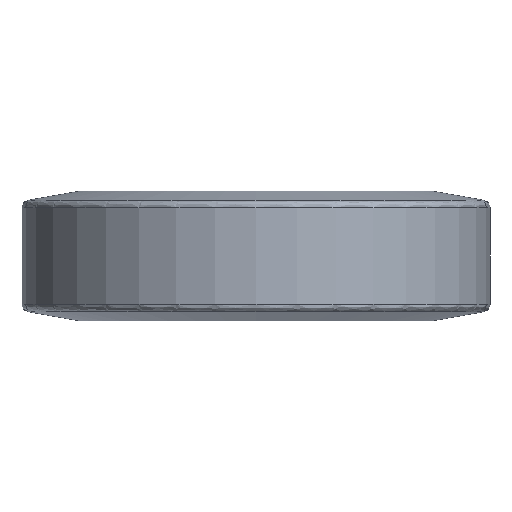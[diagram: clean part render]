
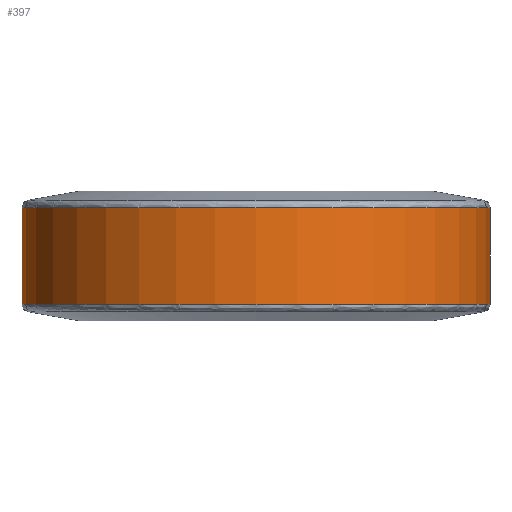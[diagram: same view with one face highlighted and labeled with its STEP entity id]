
A CAD part, front view. The second image highlights one B-rep face of the part: STEP entity #397.
In plain terms, the highlighted cylindrical face has radius 90 mm (diameter 180 mm), a partial arc.
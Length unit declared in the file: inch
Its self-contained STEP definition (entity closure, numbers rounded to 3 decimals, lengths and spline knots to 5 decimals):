
#1 = EDGE_CURVE ( 'NONE', #18, #620, #811, .T. ) ;
#18 = VERTEX_POINT ( 'NONE', #386 ) ;
#55 = FACE_OUTER_BOUND ( 'NONE', #268, .T. ) ;
#107 = VERTEX_POINT ( 'NONE', #917 ) ;
#149 = LINE ( 'NONE', #458, #497 ) ;
#163 = LINE ( 'NONE', #476, #373 ) ;
#188 = DIRECTION ( 'NONE',  ( 0., 0., -1. ) ) ;
#220 = DIRECTION ( 'NONE',  ( 1., 0., 0. ) ) ;
#242 = CIRCLE ( 'NONE', #791, 3.54331 ) ;
#247 = DIRECTION ( 'NONE',  ( 0., 0., 1. ) ) ;
#268 = EDGE_LOOP ( 'NONE', ( #341, #868, #760, #606 ) ) ;
#341 = ORIENTED_EDGE ( 'NONE', *, *, #681, .F. ) ;
#342 = EDGE_CURVE ( 'NONE', #777, #107, #242, .T. ) ;
#343 = CARTESIAN_POINT ( 'NONE',  ( -3.54331, 0., 1.7132 ) ) ;
#344 = DIRECTION ( 'NONE',  ( 0., 0., 1. ) ) ;
#349 = DIRECTION ( 'NONE',  ( 1., 0., 0. ) ) ;
#373 = VECTOR ( 'NONE', #247, 39.37008 ) ;
#386 = CARTESIAN_POINT ( 'NONE',  ( 3.54331, 0., 1.7132 ) ) ;
#397 = ADVANCED_FACE ( 'NONE', ( #55 ), #662, .T. ) ;
#454 = DIRECTION ( 'NONE',  ( 0., 0., 1. ) ) ;
#458 = CARTESIAN_POINT ( 'NONE',  ( -3.54331, 0., 0. ) ) ;
#462 = CARTESIAN_POINT ( 'NONE',  ( -3.54331, 0., 0.2553 ) ) ;
#476 = CARTESIAN_POINT ( 'NONE',  ( 3.54331, 0., 0. ) ) ;
#497 = VECTOR ( 'NONE', #605, 39.37008 ) ;
#511 = DIRECTION ( 'NONE',  ( 1., 0., 0. ) ) ;
#577 = AXIS2_PLACEMENT_3D ( 'NONE', #823, #454, #220 ) ;
#605 = DIRECTION ( 'NONE',  ( 0., 0., 1. ) ) ;
#606 = ORIENTED_EDGE ( 'NONE', *, *, #1, .T. ) ;
#620 = VERTEX_POINT ( 'NONE', #343 ) ;
#662 = CYLINDRICAL_SURFACE ( 'NONE', #577, 3.54331 ) ;
#681 = EDGE_CURVE ( 'NONE', #777, #620, #149, .T. ) ;
#723 = CARTESIAN_POINT ( 'NONE',  ( 0., 0., 0.2553 ) ) ;
#733 = AXIS2_PLACEMENT_3D ( 'NONE', #815, #188, #349 ) ;
#760 = ORIENTED_EDGE ( 'NONE', *, *, #886, .T. ) ;
#777 = VERTEX_POINT ( 'NONE', #462 ) ;
#791 = AXIS2_PLACEMENT_3D ( 'NONE', #723, #344, #511 ) ;
#811 = CIRCLE ( 'NONE', #733, 3.54331 ) ;
#815 = CARTESIAN_POINT ( 'NONE',  ( 0., 0., 1.7132 ) ) ;
#823 = CARTESIAN_POINT ( 'NONE',  ( 0., 0., 0. ) ) ;
#868 = ORIENTED_EDGE ( 'NONE', *, *, #342, .T. ) ;
#886 = EDGE_CURVE ( 'NONE', #107, #18, #163, .T. ) ;
#917 = CARTESIAN_POINT ( 'NONE',  ( 3.54331, 0., 0.2553 ) ) ;
